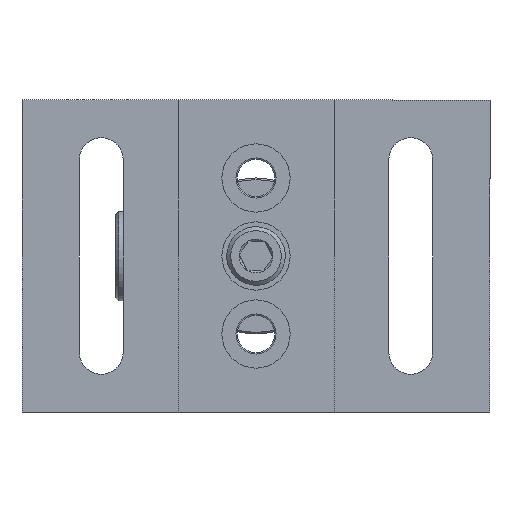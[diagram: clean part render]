
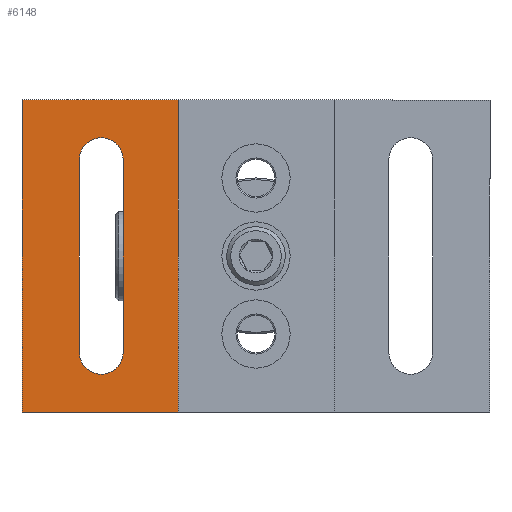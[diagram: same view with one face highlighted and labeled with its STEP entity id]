
A CAD part, front view. The second image highlights one B-rep face of the part: STEP entity #6148.
In plain terms, the highlighted planar face has unit normal (0, -1, 0).
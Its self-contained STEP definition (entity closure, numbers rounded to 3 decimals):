
#82 = VECTOR ( 'NONE', #2632, 1000. ) ;
#153 = ORIENTED_EDGE ( 'NONE', *, *, #5599, .F. ) ;
#207 = DIRECTION ( 'NONE',  ( 0., 1., 0. ) ) ;
#346 = CARTESIAN_POINT ( 'NONE',  ( 25.4, 0., 0. ) ) ;
#399 = PLANE ( 'NONE',  #7366 ) ;
#485 = FACE_BOUND ( 'NONE', #3015, .T. ) ;
#872 = CARTESIAN_POINT ( 'NONE',  ( 16.47, 0., -41.084 ) ) ;
#925 = VERTEX_POINT ( 'NONE', #1117 ) ;
#1114 = VERTEX_POINT ( 'NONE', #3481 ) ;
#1117 = CARTESIAN_POINT ( 'NONE',  ( 0., 0., -50.8 ) ) ;
#1128 = DIRECTION ( 'NONE',  ( 0., 1., 0. ) ) ;
#1263 = DIRECTION ( 'NONE',  ( 0., 0., -1. ) ) ;
#1351 = CARTESIAN_POINT ( 'NONE',  ( 9.33, 0., -9.715 ) ) ;
#1456 = DIRECTION ( 'NONE',  ( 0., 0., -1. ) ) ;
#1629 = LINE ( 'NONE', #8699, #6516 ) ;
#1977 = CARTESIAN_POINT ( 'NONE',  ( 12.9, 0., -41.084 ) ) ;
#2293 = CIRCLE ( 'NONE', #7409, 3.57 ) ;
#2391 = CARTESIAN_POINT ( 'NONE',  ( 0., 0., -50.8 ) ) ;
#2402 = ORIENTED_EDGE ( 'NONE', *, *, #3241, .F. ) ;
#2559 = CARTESIAN_POINT ( 'NONE',  ( 16.47, 0., -9.715 ) ) ;
#2587 = CARTESIAN_POINT ( 'NONE',  ( 0., 0., -50.8 ) ) ;
#2625 = EDGE_CURVE ( 'NONE', #6486, #2700, #6278, .T. ) ;
#2632 = DIRECTION ( 'NONE',  ( 1., 0., 0. ) ) ;
#2700 = VERTEX_POINT ( 'NONE', #3596 ) ;
#2902 = CARTESIAN_POINT ( 'NONE',  ( 9.33, 0., -41.084 ) ) ;
#2967 = EDGE_CURVE ( 'NONE', #3622, #4321, #1629, .T. ) ;
#3015 = EDGE_LOOP ( 'NONE', ( #3299, #4825, #8848, #5836 ) ) ;
#3028 = VECTOR ( 'NONE', #7519, 1000. ) ;
#3241 = EDGE_CURVE ( 'NONE', #3622, #925, #8856, .T. ) ;
#3259 = FACE_OUTER_BOUND ( 'NONE', #5963, .T. ) ;
#3299 = ORIENTED_EDGE ( 'NONE', *, *, #7940, .T. ) ;
#3304 = EDGE_CURVE ( 'NONE', #2700, #7817, #2293, .T. ) ;
#3328 = CARTESIAN_POINT ( 'NONE',  ( 0., 0., 0. ) ) ;
#3480 = CARTESIAN_POINT ( 'NONE',  ( 9.33, 0., -41.084 ) ) ;
#3481 = CARTESIAN_POINT ( 'NONE',  ( 0., 0., 0. ) ) ;
#3596 = CARTESIAN_POINT ( 'NONE',  ( 16.47, 0., -41.084 ) ) ;
#3622 = VERTEX_POINT ( 'NONE', #6399 ) ;
#3646 = VERTEX_POINT ( 'NONE', #1351 ) ;
#3673 = CIRCLE ( 'NONE', #8811, 3.57 ) ;
#3752 = LINE ( 'NONE', #7371, #5892 ) ;
#4321 = VERTEX_POINT ( 'NONE', #346 ) ;
#4825 = ORIENTED_EDGE ( 'NONE', *, *, #2625, .T. ) ;
#4917 = VECTOR ( 'NONE', #1456, 1000. ) ;
#5203 = DIRECTION ( 'NONE',  ( 0., 0., 1. ) ) ;
#5436 = ORIENTED_EDGE ( 'NONE', *, *, #2967, .T. ) ;
#5599 = EDGE_CURVE ( 'NONE', #925, #1114, #3752, .T. ) ;
#5641 = DIRECTION ( 'NONE',  ( 0., 0., 1. ) ) ;
#5761 = CARTESIAN_POINT ( 'NONE',  ( 12.9, 0., -9.715 ) ) ;
#5836 = ORIENTED_EDGE ( 'NONE', *, *, #7542, .T. ) ;
#5859 = DIRECTION ( 'NONE',  ( 0., 0., 1. ) ) ;
#5892 = VECTOR ( 'NONE', #5859, 1000. ) ;
#5963 = EDGE_LOOP ( 'NONE', ( #2402, #5436, #7231, #153 ) ) ;
#6024 = LINE ( 'NONE', #3328, #82 ) ;
#6148 = ADVANCED_FACE ( 'NONE', ( #485, #3259 ), #399, .F. ) ;
#6278 = LINE ( 'NONE', #872, #4917 ) ;
#6399 = CARTESIAN_POINT ( 'NONE',  ( 25.4, 0., -50.8 ) ) ;
#6405 = LINE ( 'NONE', #2902, #7941 ) ;
#6486 = VERTEX_POINT ( 'NONE', #2559 ) ;
#6516 = VECTOR ( 'NONE', #5203, 1000. ) ;
#6541 = DIRECTION ( 'NONE',  ( 0., 0., 1. ) ) ;
#7071 = DIRECTION ( 'NONE',  ( 0., 0., -1. ) ) ;
#7136 = EDGE_CURVE ( 'NONE', #1114, #4321, #6024, .T. ) ;
#7231 = ORIENTED_EDGE ( 'NONE', *, *, #7136, .F. ) ;
#7366 = AXIS2_PLACEMENT_3D ( 'NONE', #2391, #8844, #6541 ) ;
#7371 = CARTESIAN_POINT ( 'NONE',  ( 0., 0., -50.8 ) ) ;
#7409 = AXIS2_PLACEMENT_3D ( 'NONE', #1977, #1128, #1263 ) ;
#7519 = DIRECTION ( 'NONE',  ( -1., 0., 0. ) ) ;
#7542 = EDGE_CURVE ( 'NONE', #7817, #3646, #6405, .T. ) ;
#7817 = VERTEX_POINT ( 'NONE', #3480 ) ;
#7940 = EDGE_CURVE ( 'NONE', #3646, #6486, #3673, .T. ) ;
#7941 = VECTOR ( 'NONE', #5641, 1000. ) ;
#8699 = CARTESIAN_POINT ( 'NONE',  ( 25.4, 0., -50.8 ) ) ;
#8811 = AXIS2_PLACEMENT_3D ( 'NONE', #5761, #207, #7071 ) ;
#8844 = DIRECTION ( 'NONE',  ( 0., 1., 0. ) ) ;
#8848 = ORIENTED_EDGE ( 'NONE', *, *, #3304, .T. ) ;
#8856 = LINE ( 'NONE', #2587, #3028 ) ;
